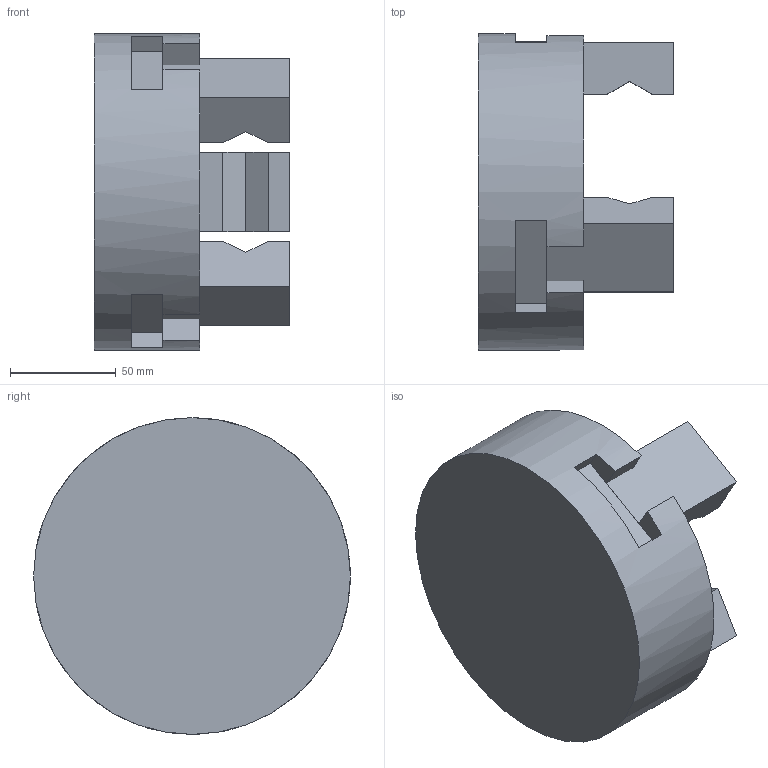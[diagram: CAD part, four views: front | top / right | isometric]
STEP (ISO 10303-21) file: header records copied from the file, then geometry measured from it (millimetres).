
FILE_DESCRIPTION(/* description */ (''),/* implementation_level */ '2;1');
FILE_NAME(/* name */ 'gripperbase v3.step',/* time_stamp */ '2020-02-12T10:23:02+01:00',/* author */ (''),/* organization */ (''),/* preprocessor_version */ 'ST-DEVELOPER v18',/* originating_system */ 'Autodesk Translation Framework v8.12.0.6',/* authorisation */ '');
FILE_SCHEMA (('AUTOMOTIVE_DESIGN { 1 0 10303 214 3 1 1 }'));
Length unit declared in the file: millimetre
Products named in the file (5): gripperbase; Component1; gripper v2 (1); gripper v2; gripper v1
Assembly tree (4 placements, depth 2):
  gripperbase
    Component1
    gripper v2 (1)
    gripper v2
    gripper v1
Bounding box: 92.5 x 150 x 150 mm (x, y, z)
Volume: 969317 mm3; surface area: 107555.4 mm2
Topology: 4 solids, 4 shells, 69 faces, 174 edges, 116 vertices
Faces by surface type: plane 68, cylinder 1
Full cylindrical faces by diameter (mm): 150 x1
Entity records: 2213 total; most frequent: CARTESIAN_POINT 368, ORIENTED_EDGE 348, DIRECTION 344, EDGE_CURVE 174, LINE 160, VECTOR 160, VERTEX_POINT 116, AXIS2_PLACEMENT_3D 92
